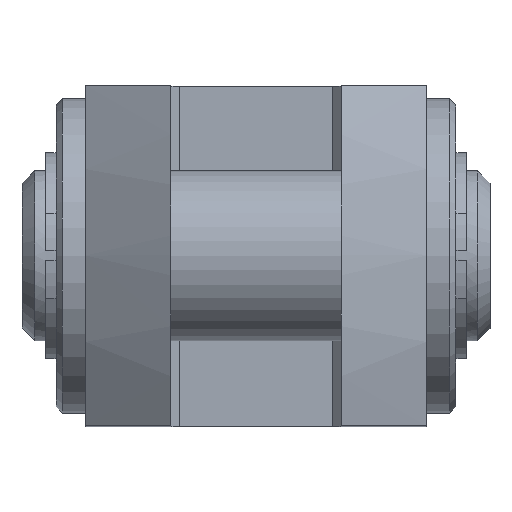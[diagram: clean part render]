
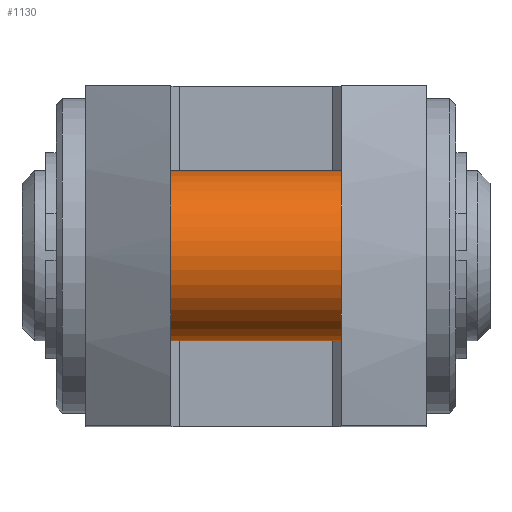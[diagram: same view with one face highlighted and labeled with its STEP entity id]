
A CAD part, top view. The second image highlights one B-rep face of the part: STEP entity #1130.
In plain terms, the highlighted cylindrical face has radius 10 mm (diameter 20 mm), a full revolution.
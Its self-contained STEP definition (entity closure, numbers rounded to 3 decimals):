
#43=CYLINDRICAL_SURFACE('',#1283,10.);
#389=ORIENTED_EDGE('',*,*,#595,.F.);
#390=ORIENTED_EDGE('',*,*,#594,.T.);
#594=EDGE_CURVE('',#717,#717,#788,.T.);
#595=EDGE_CURVE('',#718,#718,#789,.T.);
#717=VERTEX_POINT('',#1987);
#718=VERTEX_POINT('',#1990);
#788=CIRCLE('',#1282,10.);
#789=CIRCLE('',#1284,10.);
#883=EDGE_LOOP('',(#389));
#884=EDGE_LOOP('',(#390));
#999=FACE_BOUND('',#883,.T.);
#1000=FACE_BOUND('',#884,.T.);
#1130=ADVANCED_FACE('',(#999,#1000),#43,.T.);
#1282=AXIS2_PLACEMENT_3D('',#1986,#1539,#1540);
#1283=AXIS2_PLACEMENT_3D('',#1988,#1541,#1542);
#1284=AXIS2_PLACEMENT_3D('',#1989,#1543,#1544);
#1539=DIRECTION('',(0.,-1.,0.));
#1540=DIRECTION('',(0.,0.,-1.));
#1541=DIRECTION('',(0.,-1.,0.));
#1542=DIRECTION('',(0.,0.,-1.));
#1543=DIRECTION('',(0.,-1.,0.));
#1544=DIRECTION('',(0.,0.,-1.));
#1986=CARTESIAN_POINT('',(0.,47.5,0.));
#1987=CARTESIAN_POINT('',(0.,47.5,-10.));
#1988=CARTESIAN_POINT('',(0.,0.,0.));
#1989=CARTESIAN_POINT('',(0.,7.5,0.));
#1990=CARTESIAN_POINT('',(0.,7.5,-10.));
